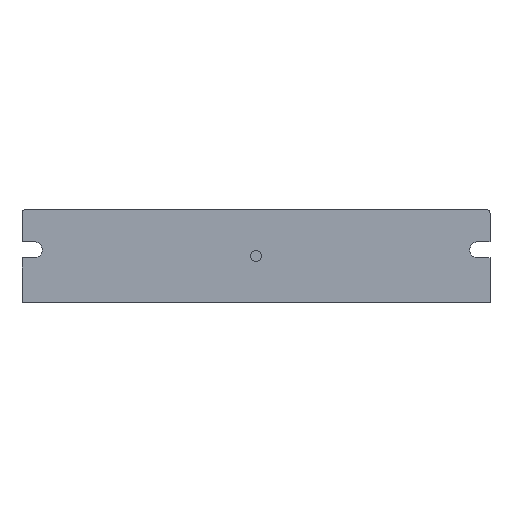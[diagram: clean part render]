
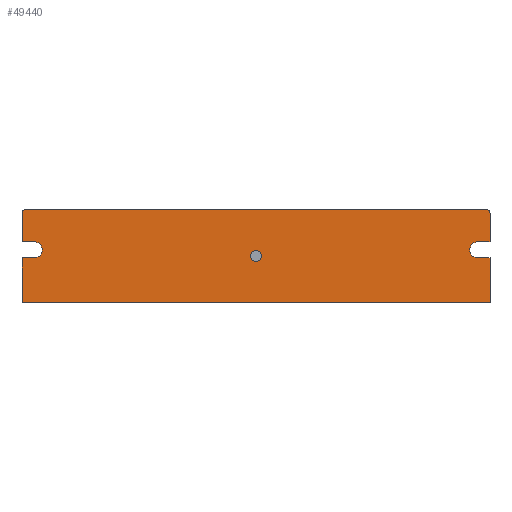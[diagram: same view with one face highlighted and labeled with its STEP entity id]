
A CAD part, front view. The second image highlights one B-rep face of the part: STEP entity #49440.
In plain terms, the highlighted planar face has unit normal (0, -1, 0).
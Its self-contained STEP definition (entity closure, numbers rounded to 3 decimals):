
#124=FACE_BOUND('',#5174,.T.);
#398=PLANE('',#52151);
#2587=FACE_OUTER_BOUND('',#5173,.T.);
#5173=EDGE_LOOP('',(#32899,#32900,#32901,#32902,#32903,#32904,#32905,#32906,
#32907,#32908,#32909,#32910,#32911,#32912));
#5174=EDGE_LOOP('',(#32913,#32914));
#8002=LINE('',#69522,#13836);
#8050=LINE('',#69622,#13884);
#8080=LINE('',#69683,#13914);
#8083=LINE('',#69691,#13917);
#8086=LINE('',#69696,#13920);
#8089=LINE('',#69702,#13923);
#8091=LINE('',#69707,#13925);
#8093=LINE('',#69710,#13927);
#8094=LINE('',#69712,#13928);
#8098=LINE('',#69724,#13932);
#13836=VECTOR('',#56067,1000.);
#13884=VECTOR('',#56165,1000.);
#13914=VECTOR('',#56227,1000.);
#13917=VECTOR('',#56236,1000.);
#13920=VECTOR('',#56241,1000.);
#13923=VECTOR('',#56246,1000.);
#13925=VECTOR('',#56250,1000.);
#13927=VECTOR('',#56254,1000.);
#13928=VECTOR('',#56257,1000.);
#13932=VECTOR('',#56277,1000.);
#19562=CIRCLE('',#51985,1.621);
#19563=CIRCLE('',#51986,1.621);
#19581=CIRCLE('',#52010,2.3);
#19649=CIRCLE('',#52139,2.3);
#19650=CIRCLE('',#52152,1.);
#19651=CIRCLE('',#52153,1.);
#20662=VERTEX_POINT('',#69063);
#20663=VERTEX_POINT('',#69064);
#20685=VERTEX_POINT('',#69119);
#20686=VERTEX_POINT('',#69120);
#20840=VERTEX_POINT('',#69516);
#20842=VERTEX_POINT('',#69520);
#20868=VERTEX_POINT('',#69619);
#20869=VERTEX_POINT('',#69621);
#20884=VERTEX_POINT('',#69682);
#20885=VERTEX_POINT('',#69686);
#20886=VERTEX_POINT('',#69690);
#20887=VERTEX_POINT('',#69694);
#20888=VERTEX_POINT('',#69698);
#20889=VERTEX_POINT('',#69700);
#20890=VERTEX_POINT('',#69704);
#20891=VERTEX_POINT('',#69706);
#25342=EDGE_CURVE('',#20662,#20663,#19562,.T.);
#25343=EDGE_CURVE('',#20663,#20662,#19563,.T.);
#25369=EDGE_CURVE('',#20685,#20686,#19581,.T.);
#25551=EDGE_CURVE('',#20840,#20842,#8002,.T.);
#25601=EDGE_CURVE('',#20869,#20868,#8050,.T.);
#25631=EDGE_CURVE('',#20884,#20840,#8080,.T.);
#25633=EDGE_CURVE('',#20885,#20884,#19649,.T.);
#25635=EDGE_CURVE('',#20886,#20885,#8083,.T.);
#25638=EDGE_CURVE('',#20887,#20886,#8086,.T.);
#25641=EDGE_CURVE('',#20888,#20889,#8089,.T.);
#25643=EDGE_CURVE('',#20891,#20890,#8091,.T.);
#25645=EDGE_CURVE('',#20686,#20891,#8093,.T.);
#25646=EDGE_CURVE('',#20868,#20685,#8094,.T.);
#25650=EDGE_CURVE('',#20888,#20890,#19650,.T.);
#25651=EDGE_CURVE('',#20887,#20889,#19651,.T.);
#25652=EDGE_CURVE('',#20869,#20842,#8098,.T.);
#32899=ORIENTED_EDGE('',*,*,#25650,.F.);
#32900=ORIENTED_EDGE('',*,*,#25641,.T.);
#32901=ORIENTED_EDGE('',*,*,#25651,.F.);
#32902=ORIENTED_EDGE('',*,*,#25638,.T.);
#32903=ORIENTED_EDGE('',*,*,#25635,.T.);
#32904=ORIENTED_EDGE('',*,*,#25633,.T.);
#32905=ORIENTED_EDGE('',*,*,#25631,.T.);
#32906=ORIENTED_EDGE('',*,*,#25551,.T.);
#32907=ORIENTED_EDGE('',*,*,#25652,.F.);
#32908=ORIENTED_EDGE('',*,*,#25601,.T.);
#32909=ORIENTED_EDGE('',*,*,#25646,.T.);
#32910=ORIENTED_EDGE('',*,*,#25369,.T.);
#32911=ORIENTED_EDGE('',*,*,#25645,.T.);
#32912=ORIENTED_EDGE('',*,*,#25643,.T.);
#32913=ORIENTED_EDGE('',*,*,#25342,.T.);
#32914=ORIENTED_EDGE('',*,*,#25343,.T.);
#49440=ADVANCED_FACE('',(#2587,#124),#398,.F.);
#51985=AXIS2_PLACEMENT_3D('',#69065,#55735,#55736);
#51986=AXIS2_PLACEMENT_3D('',#69066,#55737,#55738);
#52010=AXIS2_PLACEMENT_3D('',#69121,#55793,#55794);
#52139=AXIS2_PLACEMENT_3D('',#69687,#56231,#56232);
#52151=AXIS2_PLACEMENT_3D('',#69721,#56271,#56272);
#52152=AXIS2_PLACEMENT_3D('',#69722,#56273,#56274);
#52153=AXIS2_PLACEMENT_3D('',#69723,#56275,#56276);
#55735=DIRECTION('center_axis',(0.,1.,0.));
#55736=DIRECTION('ref_axis',(1.,0.,0.));
#55737=DIRECTION('center_axis',(0.,1.,0.));
#55738=DIRECTION('ref_axis',(1.,0.,0.));
#55793=DIRECTION('center_axis',(0.,1.,0.));
#55794=DIRECTION('ref_axis',(-1.,0.,0.));
#56067=DIRECTION('',(0.,0.,-1.));
#56165=DIRECTION('',(0.,0.,1.));
#56227=DIRECTION('',(-1.,0.,0.));
#56231=DIRECTION('center_axis',(0.,1.,0.));
#56232=DIRECTION('ref_axis',(-1.,0.,0.));
#56236=DIRECTION('',(1.,0.,0.));
#56241=DIRECTION('',(0.,0.,-1.));
#56246=DIRECTION('',(-1.,0.,0.));
#56250=DIRECTION('',(0.,0.,1.));
#56254=DIRECTION('',(1.,0.,0.));
#56257=DIRECTION('',(-1.,0.,0.));
#56271=DIRECTION('center_axis',(0.,1.,0.));
#56272=DIRECTION('ref_axis',(0.,0.,1.));
#56273=DIRECTION('center_axis',(0.,1.,0.));
#56274=DIRECTION('ref_axis',(0.,0.,1.));
#56275=DIRECTION('center_axis',(0.,1.,0.));
#56276=DIRECTION('ref_axis',(0.,0.,-1.));
#56277=DIRECTION('',(-1.,0.,0.));
#69063=CARTESIAN_POINT('',(71.061,44.389,76.834));
#69064=CARTESIAN_POINT('',(67.819,44.389,76.834));
#69065=CARTESIAN_POINT('Origin',(69.44,44.389,76.834));
#69066=CARTESIAN_POINT('Origin',(69.44,44.389,76.834));
#69119=CARTESIAN_POINT('',(132.94,44.389,76.284));
#69120=CARTESIAN_POINT('',(132.94,44.389,80.884));
#69121=CARTESIAN_POINT('Origin',(132.94,44.389,78.584));
#69516=CARTESIAN_POINT('',(2.44,44.389,76.284));
#69520=CARTESIAN_POINT('',(2.44,44.389,63.584));
#69522=CARTESIAN_POINT('',(2.44,44.389,90.084));
#69619=CARTESIAN_POINT('',(136.44,44.389,76.284));
#69621=CARTESIAN_POINT('',(136.44,44.389,63.584));
#69622=CARTESIAN_POINT('',(136.44,44.389,90.084));
#69682=CARTESIAN_POINT('',(5.94,44.389,76.284));
#69683=CARTESIAN_POINT('',(5.94,44.389,76.284));
#69686=CARTESIAN_POINT('',(5.94,44.389,80.884));
#69687=CARTESIAN_POINT('Origin',(5.94,44.389,78.584));
#69690=CARTESIAN_POINT('',(2.44,44.389,80.884));
#69691=CARTESIAN_POINT('',(2.44,44.389,80.884));
#69694=CARTESIAN_POINT('',(2.44,44.389,89.084));
#69696=CARTESIAN_POINT('',(2.44,44.389,90.084));
#69698=CARTESIAN_POINT('',(135.44,44.389,90.084));
#69700=CARTESIAN_POINT('',(3.44,44.389,90.084));
#69702=CARTESIAN_POINT('',(2.44,44.389,90.084));
#69704=CARTESIAN_POINT('',(136.44,44.389,89.084));
#69706=CARTESIAN_POINT('',(136.44,44.389,80.884));
#69707=CARTESIAN_POINT('',(136.44,44.389,90.084));
#69710=CARTESIAN_POINT('',(132.94,44.389,80.884));
#69712=CARTESIAN_POINT('',(132.94,44.389,76.284));
#69721=CARTESIAN_POINT('Origin',(2.44,44.389,90.084));
#69722=CARTESIAN_POINT('Origin',(135.44,44.389,89.084));
#69723=CARTESIAN_POINT('Origin',(3.44,44.389,89.084));
#69724=CARTESIAN_POINT('',(2.44,44.389,63.584));
